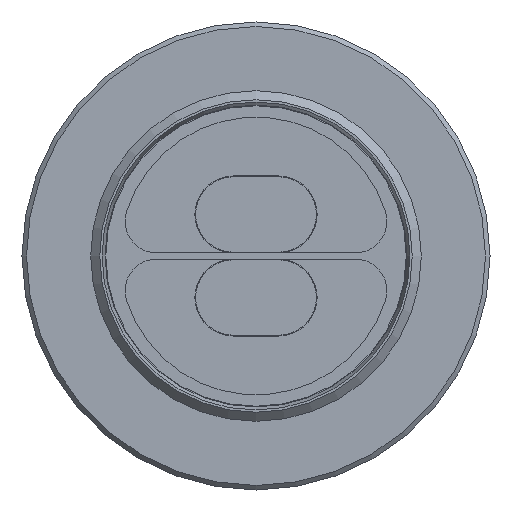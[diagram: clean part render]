
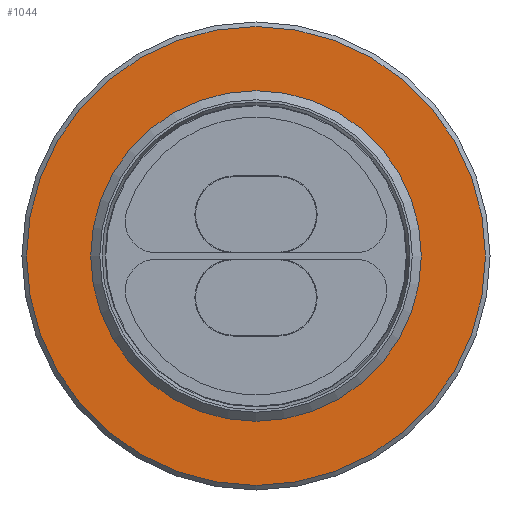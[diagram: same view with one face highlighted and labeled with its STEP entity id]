
A CAD part, left-side view. The second image highlights one B-rep face of the part: STEP entity #1044.
In plain terms, the highlighted planar face has unit normal (-1, 0, 0).
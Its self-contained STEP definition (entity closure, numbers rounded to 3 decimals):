
#223 = EDGE_CURVE ( 'NONE', #2442, #2442, #598, .T. ) ;
#246 = AXIS2_PLACEMENT_3D ( 'NONE', #2445, #2698, #1519 ) ;
#426 = DIRECTION ( 'NONE',  ( 0., 0., 1. ) ) ;
#575 = CARTESIAN_POINT ( 'NONE',  ( -40., 0., 15.2 ) ) ;
#598 = CIRCLE ( 'NONE', #2355, 15.2 ) ;
#694 = PLANE ( 'NONE',  #3007 ) ;
#1044 = ADVANCED_FACE ( 'NONE', ( #3069, #2807 ), #694, .T. ) ;
#1148 = VERTEX_POINT ( 'NONE', #1853 ) ;
#1243 = DIRECTION ( 'NONE',  ( -1., 0., 0. ) ) ;
#1261 = CARTESIAN_POINT ( 'NONE',  ( -40., 0., 0. ) ) ;
#1470 = DIRECTION ( 'NONE',  ( 0., 0., 1. ) ) ;
#1519 = DIRECTION ( 'NONE',  ( 0., 0., 1. ) ) ;
#1853 = CARTESIAN_POINT ( 'NONE',  ( -40., 0., 10.65 ) ) ;
#2333 = EDGE_LOOP ( 'NONE', ( #2530 ) ) ;
#2355 = AXIS2_PLACEMENT_3D ( 'NONE', #1261, #1243, #1470 ) ;
#2442 = VERTEX_POINT ( 'NONE', #575 ) ;
#2445 = CARTESIAN_POINT ( 'NONE',  ( -40., 0., 0. ) ) ;
#2530 = ORIENTED_EDGE ( 'NONE', *, *, #223, .T. ) ;
#2585 = DIRECTION ( 'NONE',  ( -1., 0., 0. ) ) ;
#2618 = ORIENTED_EDGE ( 'NONE', *, *, #2809, .T. ) ;
#2690 = CIRCLE ( 'NONE', #246, 10.65 ) ;
#2698 = DIRECTION ( 'NONE',  ( 1., 0., 0. ) ) ;
#2807 = FACE_OUTER_BOUND ( 'NONE', #2333, .T. ) ;
#2809 = EDGE_CURVE ( 'NONE', #1148, #1148, #2690, .T. ) ;
#2878 = EDGE_LOOP ( 'NONE', ( #2618 ) ) ;
#3007 = AXIS2_PLACEMENT_3D ( 'NONE', #3036, #2585, #426 ) ;
#3036 = CARTESIAN_POINT ( 'NONE',  ( -40., 10.15, 0. ) ) ;
#3069 = FACE_BOUND ( 'NONE', #2878, .T. ) ;
